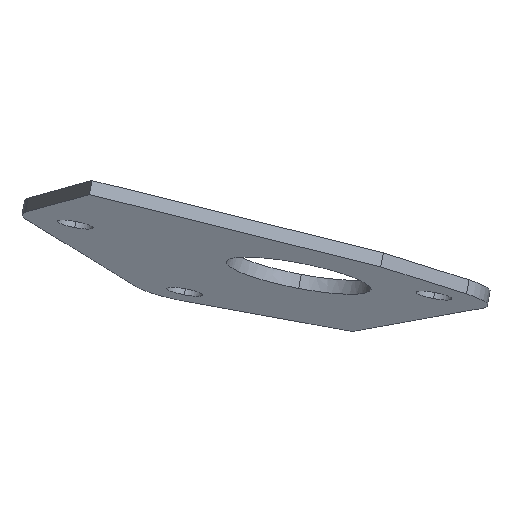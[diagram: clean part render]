
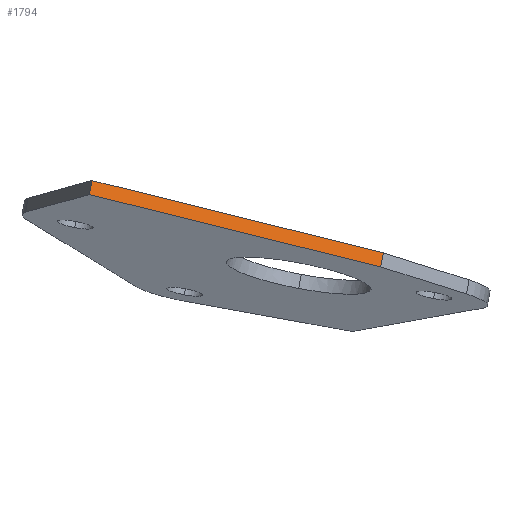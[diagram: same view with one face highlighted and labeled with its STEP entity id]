
A CAD part, left-side view. The second image highlights one B-rep face of the part: STEP entity #1794.
In plain terms, the highlighted planar face has unit normal (-0.931, -0.351, 0.098).
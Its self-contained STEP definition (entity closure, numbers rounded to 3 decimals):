
#32 = PLANE('',#33);
#33 = AXIS2_PLACEMENT_3D('',#34,#35,#36);
#34 = CARTESIAN_POINT('',(-293.423,535.66,153.486
    ));
#35 = DIRECTION('',(0.17,-0.181,0.969));
#36 = DIRECTION('',(-0.985,-0.031,0.167));
#112 = VERTEX_POINT('',#113);
#113 = CARTESIAN_POINT('',(-45.087,-38.487,
    2.776));
#127 = PLANE('',#128);
#128 = AXIS2_PLACEMENT_3D('',#129,#130,#131);
#129 = CARTESIAN_POINT('',(-36.716,-49.976,
    -2.901));
#130 = DIRECTION('',(-0.801,-0.598,0.029)
  );
#131 = DIRECTION('',(-0.574,0.781,0.246));
#139 = EDGE_CURVE('',#112,#140,#142,.T.);
#140 = VERTEX_POINT('',#141);
#141 = CARTESIAN_POINT('',(-73.352,42.046,
    22.765));
#142 = SURFACE_CURVE('',#143,(#147,#154),.PCURVE_S1.);
#143 = LINE('',#144,#145);
#144 = CARTESIAN_POINT('',(-45.087,-38.487,
    2.776));
#145 = VECTOR('',#146,1.);
#146 = DIRECTION('',(-0.322,0.919,0.228));
#147 = PCURVE('',#32,#148);
#148 = DEFINITIONAL_REPRESENTATION('',(#149),#153);
#149 = LINE('',#150,#151);
#150 = CARTESIAN_POINT('',(-252.252,591.944));
#151 = VECTOR('',#152,1.);
#152 = DIRECTION('',(0.328,-0.945));
#153 = ( GEOMETRIC_REPRESENTATION_CONTEXT(2) 
PARAMETRIC_REPRESENTATION_CONTEXT() REPRESENTATION_CONTEXT('2D SPACE',''
  ) );
#154 = PCURVE('',#155,#160);
#155 = PLANE('',#156);
#156 = AXIS2_PLACEMENT_3D('',#157,#158,#159);
#157 = CARTESIAN_POINT('',(-59.559,2.141,
    10.833));
#158 = DIRECTION('',(-0.931,-0.351,0.098)
  );
#159 = DIRECTION('',(-0.322,0.919,0.228));
#160 = DEFINITIONAL_REPRESENTATION('',(#161),#165);
#161 = LINE('',#162,#163);
#162 = CARTESIAN_POINT('',(-43.829,-2.));
#163 = VECTOR('',#164,1.);
#164 = DIRECTION('',(1.,0.));
#165 = ( GEOMETRIC_REPRESENTATION_CONTEXT(2) 
PARAMETRIC_REPRESENTATION_CONTEXT() REPRESENTATION_CONTEXT('2D SPACE',''
  ) );
#183 = PLANE('',#184);
#184 = AXIS2_PLACEMENT_3D('',#185,#186,#187);
#185 = CARTESIAN_POINT('',(-50.43,51.241,
    18.402));
#186 = DIRECTION('',(0.325,-0.918,-0.228));
#187 = DIRECTION('',(-0.93,-0.353,0.097)
  );
#826 = PLANE('',#827);
#827 = AXIS2_PLACEMENT_3D('',#828,#829,#830);
#828 = CARTESIAN_POINT('',(-294.101,536.383,
    149.611));
#829 = DIRECTION('',(0.17,-0.181,0.969));
#830 = DIRECTION('',(-0.985,-0.031,0.167)
  );
#1046 = VERTEX_POINT('',#1047);
#1047 = CARTESIAN_POINT('',(-74.03,42.77,
    18.89));
#1068 = EDGE_CURVE('',#1046,#1069,#1071,.T.);
#1069 = VERTEX_POINT('',#1070);
#1070 = CARTESIAN_POINT('',(-45.766,-37.763,
    -1.099));
#1071 = SURFACE_CURVE('',#1072,(#1076,#1083),.PCURVE_S1.);
#1072 = LINE('',#1073,#1074);
#1073 = CARTESIAN_POINT('',(-74.03,42.77,
    18.89));
#1074 = VECTOR('',#1075,1.);
#1075 = DIRECTION('',(0.322,-0.919,-0.228));
#1076 = PCURVE('',#826,#1077);
#1077 = DEFINITIONAL_REPRESENTATION('',(#1078),#1082);
#1078 = LINE('',#1079,#1080);
#1079 = CARTESIAN_POINT('',(-223.535,509.123));
#1080 = VECTOR('',#1081,1.);
#1081 = DIRECTION('',(-0.328,0.945));
#1082 = ( GEOMETRIC_REPRESENTATION_CONTEXT(2) 
PARAMETRIC_REPRESENTATION_CONTEXT() REPRESENTATION_CONTEXT('2D SPACE',''
  ) );
#1083 = PCURVE('',#155,#1084);
#1084 = DEFINITIONAL_REPRESENTATION('',(#1085),#1089);
#1085 = LINE('',#1086,#1087);
#1086 = CARTESIAN_POINT('',(43.829,2.));
#1087 = VECTOR('',#1088,1.);
#1088 = DIRECTION('',(-1.,0.));
#1089 = ( GEOMETRIC_REPRESENTATION_CONTEXT(2) 
PARAMETRIC_REPRESENTATION_CONTEXT() REPRESENTATION_CONTEXT('2D SPACE',''
  ) );
#1774 = EDGE_CURVE('',#140,#1046,#1775,.T.);
#1775 = SURFACE_CURVE('',#1776,(#1780,#1787),.PCURVE_S1.);
#1776 = LINE('',#1777,#1778);
#1777 = CARTESIAN_POINT('',(-73.352,42.046,
    22.765));
#1778 = VECTOR('',#1779,1.);
#1779 = DIRECTION('',(-0.17,0.181,-0.969));
#1780 = PCURVE('',#183,#1781);
#1781 = DEFINITIONAL_REPRESENTATION('',(#1782),#1786);
#1782 = LINE('',#1783,#1784);
#1783 = CARTESIAN_POINT('',(25.,-2.));
#1784 = VECTOR('',#1785,1.);
#1785 = DIRECTION('',(0.,1.));
#1786 = ( GEOMETRIC_REPRESENTATION_CONTEXT(2) 
PARAMETRIC_REPRESENTATION_CONTEXT() REPRESENTATION_CONTEXT('2D SPACE',''
  ) );
#1787 = PCURVE('',#155,#1788);
#1788 = DEFINITIONAL_REPRESENTATION('',(#1789),#1793);
#1789 = LINE('',#1790,#1791);
#1790 = CARTESIAN_POINT('',(43.829,-2.));
#1791 = VECTOR('',#1792,1.);
#1792 = DIRECTION('',(0.,1.));
#1793 = ( GEOMETRIC_REPRESENTATION_CONTEXT(2) 
PARAMETRIC_REPRESENTATION_CONTEXT() REPRESENTATION_CONTEXT('2D SPACE',''
  ) );
#1794 = ADVANCED_FACE('',(#1795),#155,.T.);
#1795 = FACE_BOUND('',#1796,.F.);
#1796 = EDGE_LOOP('',(#1797,#1798,#1799,#1800));
#1797 = ORIENTED_EDGE('',*,*,#1068,.F.);
#1798 = ORIENTED_EDGE('',*,*,#1774,.F.);
#1799 = ORIENTED_EDGE('',*,*,#139,.F.);
#1800 = ORIENTED_EDGE('',*,*,#1801,.T.);
#1801 = EDGE_CURVE('',#112,#1069,#1802,.T.);
#1802 = SURFACE_CURVE('',#1803,(#1807,#1814),.PCURVE_S1.);
#1803 = LINE('',#1804,#1805);
#1804 = CARTESIAN_POINT('',(-45.087,-38.487,
    2.776));
#1805 = VECTOR('',#1806,1.);
#1806 = DIRECTION('',(-0.17,0.181,-0.969));
#1807 = PCURVE('',#155,#1808);
#1808 = DEFINITIONAL_REPRESENTATION('',(#1809),#1813);
#1809 = LINE('',#1810,#1811);
#1810 = CARTESIAN_POINT('',(-43.829,-2.));
#1811 = VECTOR('',#1812,1.);
#1812 = DIRECTION('',(0.,1.));
#1813 = ( GEOMETRIC_REPRESENTATION_CONTEXT(2) 
PARAMETRIC_REPRESENTATION_CONTEXT() REPRESENTATION_CONTEXT('2D SPACE',''
  ) );
#1814 = PCURVE('',#127,#1815);
#1815 = DEFINITIONAL_REPRESENTATION('',(#1816),#1820);
#1816 = LINE('',#1817,#1818);
#1817 = CARTESIAN_POINT('',(15.175,-2.));
#1818 = VECTOR('',#1819,1.);
#1819 = DIRECTION('',(0.,1.));
#1820 = ( GEOMETRIC_REPRESENTATION_CONTEXT(2) 
PARAMETRIC_REPRESENTATION_CONTEXT() REPRESENTATION_CONTEXT('2D SPACE',''
  ) );
